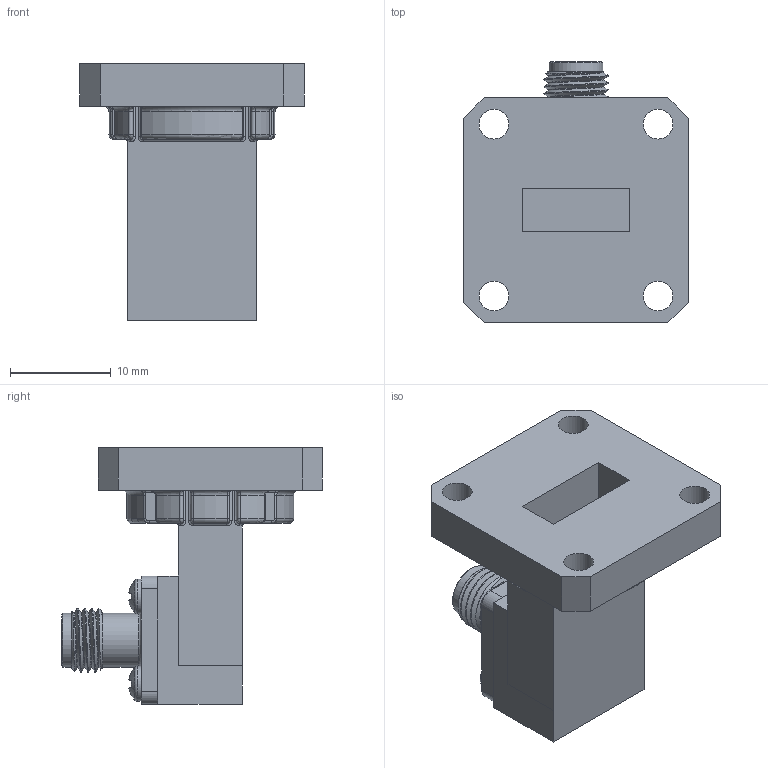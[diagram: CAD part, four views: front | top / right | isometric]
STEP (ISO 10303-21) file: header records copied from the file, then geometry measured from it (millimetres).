
FILE_DESCRIPTION (( 'STEP AP203' ), '1' );
FILE_NAME ('FMWCA1026_3D.step', '2020-05-15T17:25:02', ( '' ), ( '' ), 'SwSTEP 2.0', 'SolidWorks 2018', '' );
FILE_SCHEMA (( 'CONFIG_CONTROL_DESIGN' ));
Length unit declared in the file: inch
Products named in the file (1): FMWCA1026_3D
Bounding box: 22.23 x 25.84 x 25.4 mm (x, y, z)
Volume: 3669.7 mm3; surface area: 3671.4 mm2
Topology: 1 solids, 5 shells, 380 faces, 936 edges, 563 vertices
Faces by surface type: plane 139, cylinder 111, bspline 71, torus 37, cone 22
Full cylindrical faces by diameter (mm): 0.914 x1, 1.016 x1, 1.168 x1, 2.578 x4, 2.946 x4, 3.454 x4, 4.521 x1, 5.334 x2
Entity records: 18510 total; most frequent: CARTESIAN_POINT 10408, ORIENTED_EDGE 1758, DIRECTION 1490, EDGE_CURVE 879, AXIS2_PLACEMENT_3D 571, VERTEX_POINT 553, EDGE_LOOP 440, FACE_OUTER_BOUND 403
